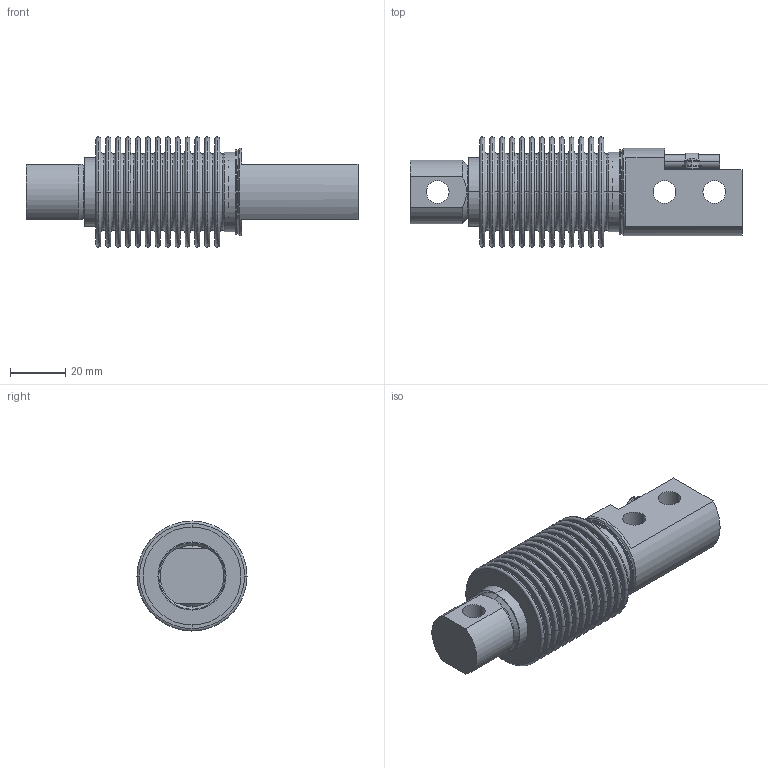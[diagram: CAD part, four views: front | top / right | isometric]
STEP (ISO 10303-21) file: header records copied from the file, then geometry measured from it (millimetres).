
FILE_DESCRIPTION(('STEP AP214'),'1');
FILE_NAME('FCOL 20-50-100-200 kg.stp','2018-01-12T11:02:51',(' '),(' '),'Spatial InterOp 3D',' ',' ');
FILE_SCHEMA(('AUTOMOTIVE_DESIGN { 1 0 10303 214 1 1 1 1 }'));
Length unit declared in the file: metre
Products named in the file (6): FCOL 20-50-100-200 kg; corpo; vite; rondella; fascetta; cavo
Assembly tree (5 placements, depth 2):
  FCOL 20-50-100-200 kg
    corpo
    vite
    rondella
    fascetta
    cavo
Bounding box: 120 x 39.79 x 39.79 mm (x, y, z)
Volume: 43186.7 mm3; surface area: 50386 mm2
Topology: 5 solids, 5 shells, 400 faces, 854 edges, 520 vertices
Faces by surface type: torus 212, plane 109, cylinder 54, cone 24, sphere 1
Entity records: 14492 total; most frequent: DIRECTION 2336, CARTESIAN_POINT 1872, ORIENTED_EDGE 1700, AXIS2_PLACEMENT_3D 1092, EDGE_CURVE 850, CIRCLE 680, VERTEX_POINT 520, EDGE_LOOP 476
